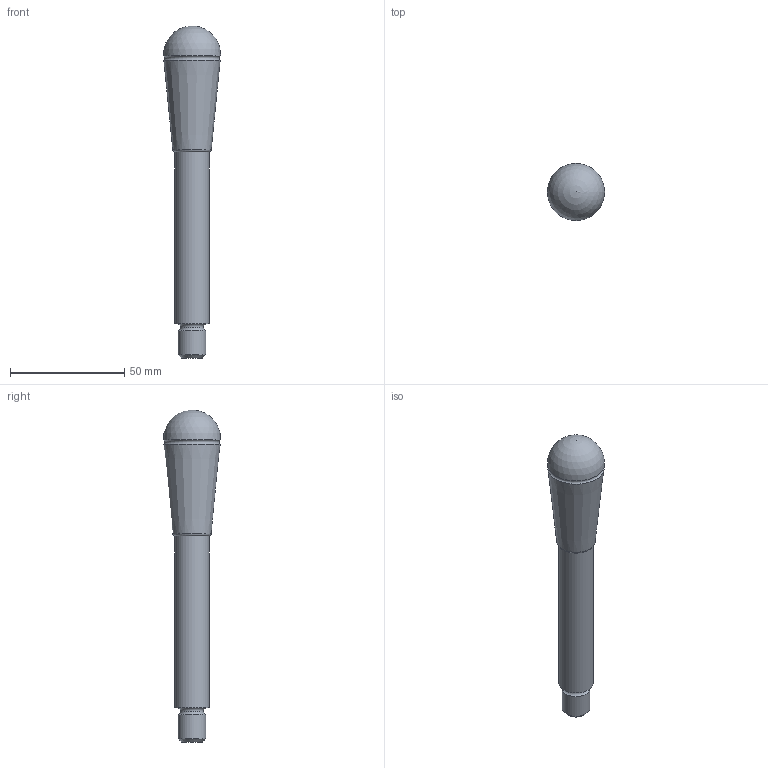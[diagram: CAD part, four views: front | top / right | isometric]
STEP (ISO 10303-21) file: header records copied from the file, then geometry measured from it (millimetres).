
FILE_DESCRIPTION( ( 'Unknown' ), '1' );
FILE_NAME( '6135310_BI25_M12x130.stp', 'Unknown', ( 'Unknown' ), ( 'Unknown' ), 'PSStep 11.0', 'Unknown', ' ' );
FILE_SCHEMA( ( 'AUTOMOTIVE_DESIGN { 1 0 10303 214 1 1 1 1 }' ) );
Length unit declared in the file: millimetre
Products named in the file (1): 6140010_MCC_25x55
Bounding box: 24.98 x 24.98 x 145 mm (x, y, z)
Volume: 32699.1 mm3; surface area: 8655.4 mm2
Topology: 1 solids, 3 shells, 21 faces, 44 edges, 28 vertices
Faces by surface type: cylinder 6, torus 5, plane 5, cone 4, sphere 1
Full cylindrical faces by diameter (mm): 8.376 x2, 10 x2, 12 x1, 15 x1
Entity records: 592 total; most frequent: DIRECTION 82, CARTESIAN_POINT 61, AXIS2_PLACEMENT_3D 41, EDGE_LOOP 38, ORIENTED_EDGE 38, FACE_OUTER_BOUND 32, STYLED_ITEM 21, PRESENTATION_STYLE_ASSIGNMENT 21
